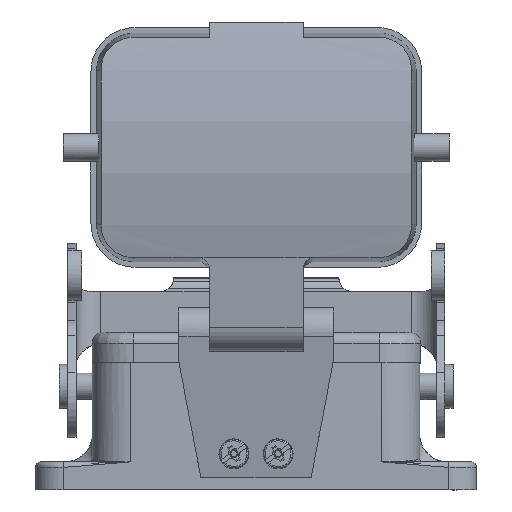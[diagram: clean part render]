
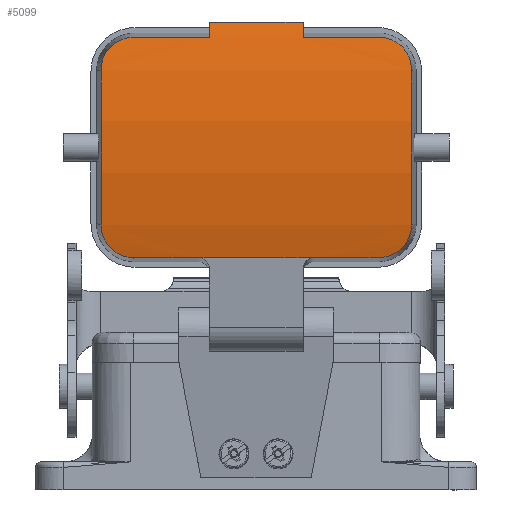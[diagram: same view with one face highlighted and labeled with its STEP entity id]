
A CAD part, front view. The second image highlights one B-rep face of the part: STEP entity #5099.
In plain terms, the highlighted cylindrical face has radius 80.006 mm (diameter 160.012 mm), a partial arc.
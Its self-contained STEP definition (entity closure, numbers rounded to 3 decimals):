
#3602=ELLIPSE('',#13377,80.202,80.006);
#3609=ELLIPSE('',#13404,80.202,80.006);
#3829=B_SPLINE_CURVE_WITH_KNOTS('',3,(#19875,#19876,#19877,#19878,#19879,
#19880),.UNSPECIFIED.,.F.,.F.,(4,2,4),(0.,0.5,1.),.UNSPECIFIED.);
#3831=B_SPLINE_CURVE_WITH_KNOTS('',3,(#19896,#19897,#19898,#19899),
 .UNSPECIFIED.,.F.,.F.,(4,4),(0.,1.),.UNSPECIFIED.);
#3832=B_SPLINE_CURVE_WITH_KNOTS('',3,(#19901,#19902,#19903,#19904),
 .UNSPECIFIED.,.F.,.F.,(4,4),(0.,1.),.UNSPECIFIED.);
#3833=B_SPLINE_CURVE_WITH_KNOTS('',3,(#19906,#19907,#19908,#19909),
 .UNSPECIFIED.,.F.,.F.,(4,4),(0.,1.),.UNSPECIFIED.);
#3837=B_SPLINE_CURVE_WITH_KNOTS('',3,(#20008,#20009,#20010,#20011,#20012,
#20013),.UNSPECIFIED.,.F.,.F.,(4,2,4),(0.,0.5,1.),.UNSPECIFIED.);
#3838=B_SPLINE_CURVE_WITH_KNOTS('',3,(#20033,#20034,#20035,#20036,#20037,
#20038),.UNSPECIFIED.,.F.,.F.,(4,2,4),(0.,0.5,1.),.UNSPECIFIED.);
#3864=B_SPLINE_CURVE_WITH_KNOTS('',3,(#20942,#20943,#20944,#20945,#20946,
#20947),.UNSPECIFIED.,.F.,.F.,(4,2,4),(0.,0.5,1.),.UNSPECIFIED.);
#3865=B_SPLINE_CURVE_WITH_KNOTS('',3,(#20960,#20961,#20962,#20963),
 .UNSPECIFIED.,.F.,.F.,(4,4),(0.,1.),.UNSPECIFIED.);
#3866=B_SPLINE_CURVE_WITH_KNOTS('',3,(#20967,#20968,#20969,#20970),
 .UNSPECIFIED.,.F.,.F.,(4,4),(0.,1.),.UNSPECIFIED.);
#3995=CYLINDRICAL_SURFACE('',#13475,80.006);
#4412=FACE_OUTER_BOUND('',#6087,.T.);
#5099=ADVANCED_FACE('',(#4412),#3995,.T.);
#6087=EDGE_LOOP('',(#8851,#8852,#8853,#8854,#8855,#8856,#8857,#8858,#8859,
#8860,#8861,#8862,#8863,#8864,#8865,#8866,#8867,#8868,#8869,#8870));
#6337=CIRCLE('',#13366,80.006);
#6338=CIRCLE('',#13371,80.006);
#8851=ORIENTED_EDGE('',*,*,#11115,.T.);
#8852=ORIENTED_EDGE('',*,*,#11114,.T.);
#8853=ORIENTED_EDGE('',*,*,#11113,.T.);
#8854=ORIENTED_EDGE('',*,*,#11263,.T.);
#8855=ORIENTED_EDGE('',*,*,#11261,.T.);
#8856=ORIENTED_EDGE('',*,*,#11259,.F.);
#8857=ORIENTED_EDGE('',*,*,#11104,.F.);
#8858=ORIENTED_EDGE('',*,*,#11111,.F.);
#8859=ORIENTED_EDGE('',*,*,#11108,.F.);
#8860=ORIENTED_EDGE('',*,*,#11098,.T.);
#8861=ORIENTED_EDGE('',*,*,#11095,.T.);
#8862=ORIENTED_EDGE('',*,*,#11083,.T.);
#8863=ORIENTED_EDGE('',*,*,#11161,.F.);
#8864=ORIENTED_EDGE('',*,*,#11159,.F.);
#8865=ORIENTED_EDGE('',*,*,#11156,.F.);
#8866=ORIENTED_EDGE('',*,*,#11165,.F.);
#8867=ORIENTED_EDGE('',*,*,#11077,.F.);
#8868=ORIENTED_EDGE('',*,*,#11266,.T.);
#8869=ORIENTED_EDGE('',*,*,#11117,.T.);
#8870=ORIENTED_EDGE('',*,*,#11116,.T.);
#9830=VERTEX_POINT('',#19804);
#9831=VERTEX_POINT('',#19806);
#9836=VERTEX_POINT('',#19817);
#9837=VERTEX_POINT('',#19819);
#9846=VERTEX_POINT('',#19843);
#9848=VERTEX_POINT('',#19849);
#9852=VERTEX_POINT('',#19861);
#9853=VERTEX_POINT('',#19862);
#9856=VERTEX_POINT('',#19870);
#9858=VERTEX_POINT('',#19894);
#9859=VERTEX_POINT('',#19895);
#9860=VERTEX_POINT('',#19900);
#9861=VERTEX_POINT('',#19905);
#9862=VERTEX_POINT('',#19910);
#9863=VERTEX_POINT('',#19912);
#9892=VERTEX_POINT('',#20003);
#9893=VERTEX_POINT('',#20004);
#9894=VERTEX_POINT('',#20014);
#9948=VERTEX_POINT('',#20948);
#9949=VERTEX_POINT('',#20957);
#11077=EDGE_CURVE('',#9830,#9831,#11978,.T.);
#11083=EDGE_CURVE('',#9837,#9836,#6337,.T.);
#11095=EDGE_CURVE('',#9846,#9837,#11995,.T.);
#11098=EDGE_CURVE('',#9848,#9846,#6338,.T.);
#11104=EDGE_CURVE('',#9852,#9853,#3602,.T.);
#11108=EDGE_CURVE('',#9848,#9856,#12003,.T.);
#11111=EDGE_CURVE('',#9856,#9852,#3829,.T.);
#11113=EDGE_CURVE('',#9858,#9859,#12006,.T.);
#11114=EDGE_CURVE('',#9860,#9858,#3831,.T.);
#11115=EDGE_CURVE('',#9861,#9860,#3832,.T.);
#11116=EDGE_CURVE('',#9862,#9861,#3833,.T.);
#11117=EDGE_CURVE('',#9863,#9862,#12007,.T.);
#11156=EDGE_CURVE('',#9892,#9893,#3609,.T.);
#11159=EDGE_CURVE('',#9893,#9894,#3837,.T.);
#11161=EDGE_CURVE('',#9894,#9836,#12029,.T.);
#11165=EDGE_CURVE('',#9831,#9892,#3838,.T.);
#11259=EDGE_CURVE('',#9853,#9948,#3864,.T.);
#11261=EDGE_CURVE('',#9949,#9948,#12072,.T.);
#11263=EDGE_CURVE('',#9859,#9949,#3865,.T.);
#11266=EDGE_CURVE('',#9830,#9863,#3866,.T.);
#11978=LINE('',#19805,#12721);
#11995=LINE('',#19842,#12738);
#12003=LINE('',#19869,#12746);
#12006=LINE('',#19893,#12749);
#12007=LINE('',#19911,#12750);
#12029=LINE('',#20022,#12772);
#12072=LINE('',#20956,#12815);
#12721=VECTOR('',#15141,1.);
#12738=VECTOR('',#15168,1.);
#12746=VECTOR('',#15194,1.);
#12749=VECTOR('',#15199,1.);
#12750=VECTOR('',#15200,1.);
#12772=VECTOR('',#15274,1.);
#12815=VECTOR('',#15449,1.);
#13366=AXIS2_PLACEMENT_3D('',#19818,#15149,#15150);
#13371=AXIS2_PLACEMENT_3D('',#19848,#15173,#15174);
#13377=AXIS2_PLACEMENT_3D('',#19860,#15187,#15188);
#13404=AXIS2_PLACEMENT_3D('',#20002,#15267,#15268);
#13475=AXIS2_PLACEMENT_3D('',#20972,#15459,#15460);
#15141=DIRECTION('',(-1.,0.,0.));
#15149=DIRECTION('',(1.,0.,0.));
#15150=DIRECTION('',(0.,-1.,0.));
#15168=DIRECTION('',(-1.,0.,0.));
#15173=DIRECTION('',(-1.,0.,0.));
#15174=DIRECTION('',(0.,0.,1.));
#15187=DIRECTION('',(0.998,-0.07,0.));
#15188=DIRECTION('',(-0.07,-0.998,0.));
#15194=DIRECTION('',(1.,0.,0.));
#15199=DIRECTION('',(1.,0.,0.));
#15200=DIRECTION('',(1.,0.,0.));
#15267=DIRECTION('',(-0.998,-0.07,0.));
#15268=DIRECTION('',(-0.07,0.998,0.));
#15274=DIRECTION('',(1.,0.,0.));
#15449=DIRECTION('',(1.,0.,0.));
#15459=DIRECTION('',(-1.,0.,0.));
#15460=DIRECTION('',(0.,0.,-1.));
#19804=CARTESIAN_POINT('',(-10.5,-45.812,41.163));
#19805=CARTESIAN_POINT('',(-8.5,-45.812,41.163));
#19806=CARTESIAN_POINT('',(-22.289,-45.812,41.163));
#19817=CARTESIAN_POINT('',(-8.5,-45.812,81.137));
#19818=CARTESIAN_POINT('',(-8.5,31.658,61.15));
#19819=CARTESIAN_POINT('',(-8.5,-45.046,83.9));
#19842=CARTESIAN_POINT('',(7.5,-45.046,83.9));
#19843=CARTESIAN_POINT('',(8.5,-45.046,83.9));
#19848=CARTESIAN_POINT('',(8.5,31.658,61.15));
#19849=CARTESIAN_POINT('',(8.5,-45.812,81.137));
#19860=CARTESIAN_POINT('',(33.654,31.658,61.15));
#19861=CARTESIAN_POINT('',(28.147,-47.102,75.216));
#19862=CARTESIAN_POINT('',(28.147,-47.102,47.084));
#19869=CARTESIAN_POINT('',(8.5,-45.812,81.137));
#19870=CARTESIAN_POINT('',(22.289,-45.812,81.137));
#19875=CARTESIAN_POINT('',(22.289,-45.812,81.137));
#19876=CARTESIAN_POINT('',(23.865,-45.812,81.137));
#19877=CARTESIAN_POINT('',(25.395,-45.989,80.472));
#19878=CARTESIAN_POINT('',(27.543,-46.5,78.284));
#19879=CARTESIAN_POINT('',(28.166,-46.826,76.766));
#19880=CARTESIAN_POINT('',(28.147,-47.102,75.216));
#19893=CARTESIAN_POINT('',(3.102,-45.811,41.16));
#19894=CARTESIAN_POINT('',(5.503,-45.811,41.16));
#19895=CARTESIAN_POINT('',(10.398,-45.811,41.16));
#19896=CARTESIAN_POINT('',(5.,-45.812,41.163));
#19897=CARTESIAN_POINT('',(5.168,-45.812,41.163));
#19898=CARTESIAN_POINT('',(5.336,-45.812,41.163));
#19899=CARTESIAN_POINT('',(5.503,-45.812,41.163));
#19900=CARTESIAN_POINT('',(5.,-45.811,41.163));
#19901=CARTESIAN_POINT('',(-5.,-45.812,41.163));
#19902=CARTESIAN_POINT('',(-1.667,-45.812,41.163));
#19903=CARTESIAN_POINT('',(1.667,-45.812,41.163));
#19904=CARTESIAN_POINT('',(5.,-45.812,41.163));
#19905=CARTESIAN_POINT('',(-5.,-45.811,41.162));
#19906=CARTESIAN_POINT('',(-6.003,-45.811,41.16));
#19907=CARTESIAN_POINT('',(-5.669,-45.811,41.16));
#19908=CARTESIAN_POINT('',(-5.334,-45.811,41.16));
#19909=CARTESIAN_POINT('',(-5.,-45.811,41.16));
#19910=CARTESIAN_POINT('',(-6.003,-45.811,41.16));
#19911=CARTESIAN_POINT('',(-9.206,-45.811,41.16));
#19912=CARTESIAN_POINT('',(-10.398,-45.811,41.16));
#20002=CARTESIAN_POINT('',(-33.654,31.658,61.15));
#20003=CARTESIAN_POINT('',(-28.147,-47.102,47.084));
#20004=CARTESIAN_POINT('',(-28.147,-47.102,75.216));
#20008=CARTESIAN_POINT('',(-28.147,-47.102,75.216));
#20009=CARTESIAN_POINT('',(-28.166,-46.825,76.767));
#20010=CARTESIAN_POINT('',(-27.546,-46.501,78.28));
#20011=CARTESIAN_POINT('',(-25.397,-45.989,80.471));
#20012=CARTESIAN_POINT('',(-23.865,-45.812,81.137));
#20013=CARTESIAN_POINT('',(-22.289,-45.812,81.137));
#20014=CARTESIAN_POINT('',(-22.289,-45.812,81.137));
#20022=CARTESIAN_POINT('',(-22.289,-45.812,81.137));
#20033=CARTESIAN_POINT('',(-22.289,-45.812,41.163));
#20034=CARTESIAN_POINT('',(-23.865,-45.812,41.163));
#20035=CARTESIAN_POINT('',(-25.395,-45.988,41.828));
#20036=CARTESIAN_POINT('',(-27.543,-46.5,44.016));
#20037=CARTESIAN_POINT('',(-28.166,-46.825,45.534));
#20038=CARTESIAN_POINT('',(-28.147,-47.102,47.084));
#20942=CARTESIAN_POINT('',(28.147,-47.102,47.084));
#20943=CARTESIAN_POINT('',(28.166,-46.825,45.533));
#20944=CARTESIAN_POINT('',(27.546,-46.501,44.02));
#20945=CARTESIAN_POINT('',(25.397,-45.989,41.829));
#20946=CARTESIAN_POINT('',(23.865,-45.812,41.163));
#20947=CARTESIAN_POINT('',(22.289,-45.812,41.163));
#20948=CARTESIAN_POINT('',(22.289,-45.812,41.163));
#20956=CARTESIAN_POINT('',(8.5,-45.812,41.163));
#20957=CARTESIAN_POINT('',(10.5,-45.812,41.163));
#20960=CARTESIAN_POINT('',(10.398,-45.811,41.16));
#20961=CARTESIAN_POINT('',(10.432,-45.811,41.162));
#20962=CARTESIAN_POINT('',(10.466,-45.812,41.163));
#20963=CARTESIAN_POINT('',(10.5,-45.812,41.163));
#20967=CARTESIAN_POINT('',(-10.5,-45.812,41.163));
#20968=CARTESIAN_POINT('',(-10.466,-45.812,41.163));
#20969=CARTESIAN_POINT('',(-10.432,-45.811,41.162));
#20970=CARTESIAN_POINT('',(-10.398,-45.811,41.16));
#20972=CARTESIAN_POINT('',(8.5,31.658,61.15));
